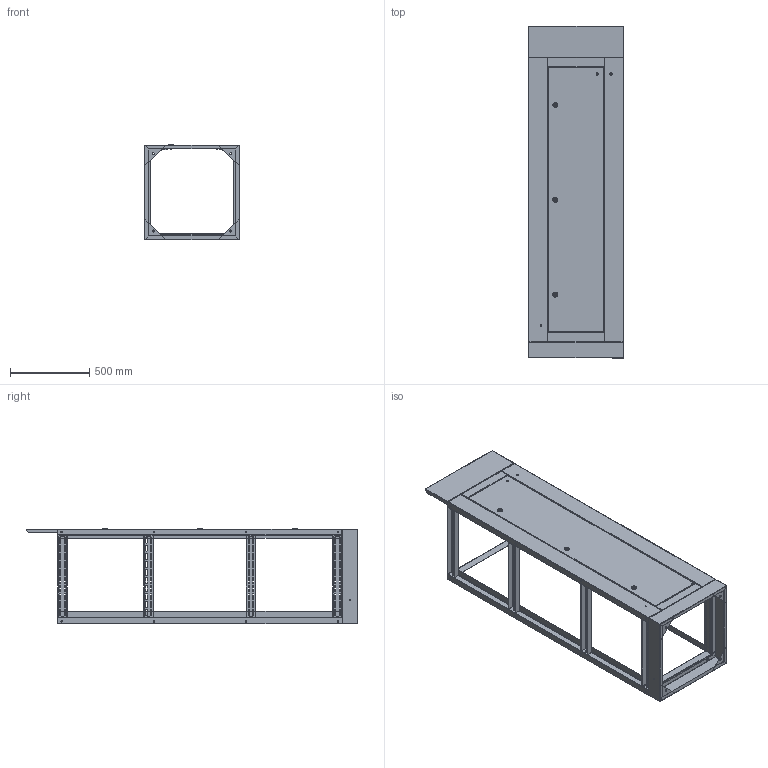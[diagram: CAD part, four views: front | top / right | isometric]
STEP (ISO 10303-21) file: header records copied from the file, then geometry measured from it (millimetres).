
FILE_DESCRIPTION (( 'STEP AP214' ), '1' );
FILE_NAME ('ÙÎ-70 UNIT 2000õ600õ600.STEP', '2020-12-07T12:58:06', ( '' ), ( '' ), 'SwSTEP 2.0', 'SolidWorks 2019', '' );
FILE_SCHEMA (( 'AUTOMOTIVE_DESIGN' ));
Length unit declared in the file: millimetre
Products named in the file (26): ÌÈ-562.05.00.000 ÑÁ Öîêîëü 600õ600; shim-support ring_din_DIN 988-S8x14; ﾌﾈ-2124.02.00.001 ﾄ粢; hex screw gradeab_din_DIN EN 24017 - M8 x 16-N; 昈-2124.01.00.000 忺謤僔 捘; ÌÈ-556.05.00.003 Êîñûíêà; ÌÈ-2120.00.00.001 Ïàíåëü ïðèáîðíàÿ_4110017; ÙÎ-70 UNIT 2000õ600õ600; ÌÈ-2122.01.02.001 Ñòîéêà çàäíÿÿ; ÌÈ-556.05.00.001 Øâåëëåð ïåðåäíèé 600; hex flange nut_din_Hexagon Flange Nut DIN 6923 - M6 - N; ÌÈ-2120.01.02.002 Øâåëëåð çàäíèé; ÌÈ-2122.01.01.001 Ñòîéêà ïåðåäíÿÿ; øïèëüêà îáìåäíåííàÿ Ì6õ12; Çàêëåïêà ãàå÷íàÿ Ì6 UNI 9203; Çàìîê áîëüøîé; ÌÈ-562.05.00.002 Øâåëëåð áîêîâîé 600; Øïèëüêà Ì6õ12; pan head cross recess screw_din_DIN EN ISO 7045 - M6 x 16 - Z - 16C; ﾌﾈ-2124.02.00.000 ﾄ粢 ﾑﾁ; ÌÈ-2120.01.01.002 Øâåëëåð ïåðåäíèé; hex nut gradec_din_Hexagon Nut ISO 4034 - M8 - N; ÌÈ-2124.01.02.000 Ðàìà çàäíÿÿ ÑÁ; ÌÈ-1035.01.00.001 Ðåéêà ìîíòàæíàÿ; pan head cross recess screw_din_ISO 7045 - M6 x 16 - Z --- 16N; ÌÈ-2124.01.01.000 Ðàìà ïåðåäíÿÿ ÑÁ
Assembly tree (126 placements, depth 4):
  ÙÎ-70 UNIT 2000õ600õ600
    昈-2124.01.00.000 忺謤僔 捘
      ÌÈ-1035.01.00.001 Ðåéêà ìîíòàæíàÿ  x8
      ÌÈ-2124.01.02.000 Ðàìà çàäíÿÿ ÑÁ
        ÌÈ-2122.01.02.001 Ñòîéêà çàäíÿÿ  x2
        ÌÈ-2120.01.02.002 Øâåëëåð çàäíèé  x2
        Çàêëåïêà ãàå÷íàÿ Ì6 UNI 9203  x8
      ÌÈ-2124.01.01.000 Ðàìà ïåðåäíÿÿ ÑÁ
        ÌÈ-2120.01.01.002 Øâåëëåð ïåðåäíèé  x2
        ÌÈ-2122.01.01.001 Ñòîéêà ïåðåäíÿÿ  x2
        Øïèëüêà Ì6õ12  x2
        Çàêëåïêà ãàå÷íàÿ Ì6 UNI 9203  x8
      hex screw gradeab_din_DIN EN 24017 - M8 x 16-N  x16
      shim-support ring_din_DIN 988-S8x14  x16
      hex nut gradec_din_Hexagon Nut ISO 4034 - M8 - N  x16
    ﾌﾈ-2124.02.00.000 ﾄ粢 ﾑﾁ
      ﾌﾈ-2124.02.00.001 ﾄ粢
      Çàìîê áîëüøîé  x3
      Çàêëåïêà ãàå÷íàÿ Ì6 UNI 9203  x2
      Øïèëüêà Ì6õ12
    hex flange nut_din_Hexagon Flange Nut DIN 6923 - M6 - N  x5
    pan head cross recess screw_din_ISO 7045 - M6 x 16 - Z --- 16N  x2
    ÌÈ-2120.00.00.001 Ïàíåëü ïðèáîðíàÿ_4110017
    ÌÈ-562.05.00.000 ÑÁ Öîêîëü 600õ600
      ÌÈ-556.05.00.001 Øâåëëåð ïåðåäíèé 600  x2
      ÌÈ-562.05.00.002 Øâåëëåð áîêîâîé 600  x2
      ÌÈ-556.05.00.003 Êîñûíêà  x4
      øïèëüêà îáìåäíåííàÿ Ì6õ12
    pan head cross recess screw_din_DIN EN ISO 7045 - M6 x 16 - Z - 16C  x3
    hex screw gradeab_din_DIN EN 24017 - M8 x 16-N  x4
    shim-support ring_din_DIN 988-S8x14  x4
    hex nut gradec_din_Hexagon Nut ISO 4034 - M8 - N  x4
Bounding box: 600 x 2100 x 605.3 mm (x, y, z)
Volume: 4815613.4 mm3; surface area: 6793358 mm2
Topology: 121 solids, 136 shells, 4265 faces, 9935 edges, 6042 vertices
Faces by surface type: plane 1750, cylinder 1466, cone 728, bspline 169, torus 142, sphere 10
Entity records: 31507 total; most frequent: CARTESIAN_POINT 8563, DIRECTION 4333, ORIENTED_EDGE 4056, EDGE_CURVE 2028, AXIS2_PLACEMENT_3D 1620, VERTEX_POINT 1243, LINE 1093, VECTOR 1093
